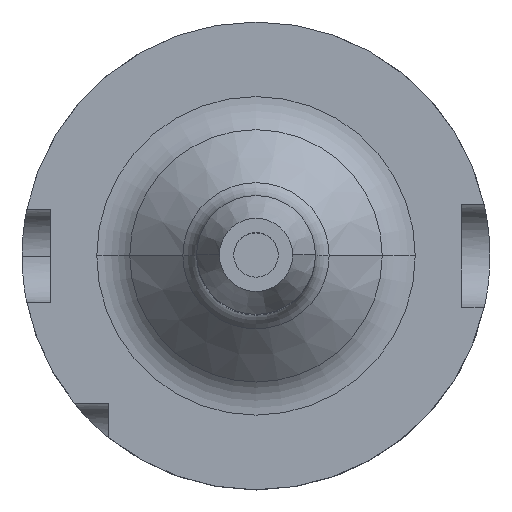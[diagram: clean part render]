
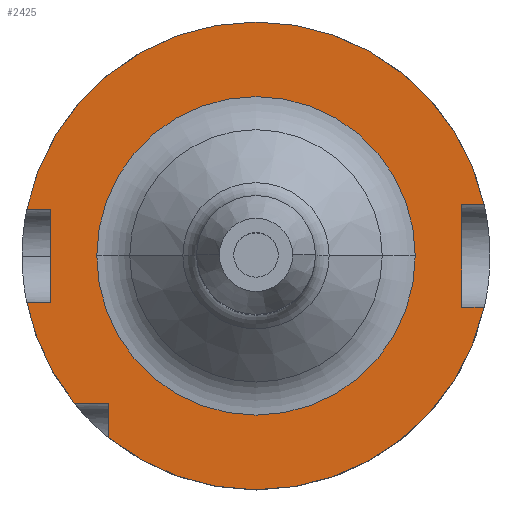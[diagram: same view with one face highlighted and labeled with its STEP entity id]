
A CAD part, top view. The second image highlights one B-rep face of the part: STEP entity #2425.
In plain terms, the highlighted planar face has unit normal (0, 0, 1).
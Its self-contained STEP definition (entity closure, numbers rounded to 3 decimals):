
#13 = ORIENTED_EDGE ( 'NONE', *, *, #2436, .F. ) ;
#25 = CARTESIAN_POINT ( 'NONE',  ( 0., 50., 29. ) ) ;
#34 = VERTEX_POINT ( 'NONE', #2055 ) ;
#95 = CARTESIAN_POINT ( 'NONE',  ( 44., -11., 29. ) ) ;
#96 = ORIENTED_EDGE ( 'NONE', *, *, #2339, .F. ) ;
#128 = VECTOR ( 'NONE', #1522, 1000. ) ;
#234 = VERTEX_POINT ( 'NONE', #2061 ) ;
#317 = CARTESIAN_POINT ( 'NONE',  ( 0., 11., 29. ) ) ;
#327 = CIRCLE ( 'NONE', #2682, 50. ) ;
#349 = ORIENTED_EDGE ( 'NONE', *, *, #2596, .F. ) ;
#357 = EDGE_CURVE ( 'NONE', #1500, #1738, #716, .T. ) ;
#374 = ORIENTED_EDGE ( 'NONE', *, *, #1364, .F. ) ;
#375 = DIRECTION ( 'NONE',  ( 0., 0., 1. ) ) ;
#397 = CARTESIAN_POINT ( 'NONE',  ( 0., 10., 29. ) ) ;
#398 = CIRCLE ( 'NONE', #2268, 50. ) ;
#406 = VERTEX_POINT ( 'NONE', #1185 ) ;
#407 = CARTESIAN_POINT ( 'NONE',  ( 34.048, 0., 29. ) ) ;
#420 = CARTESIAN_POINT ( 'NONE',  ( 0., -31.5, 29. ) ) ;
#477 = CARTESIAN_POINT ( 'NONE',  ( -44., -10., 29. ) ) ;
#478 = AXIS2_PLACEMENT_3D ( 'NONE', #1015, #2747, #1680 ) ;
#498 = VERTEX_POINT ( 'NONE', #2761 ) ;
#509 = VERTEX_POINT ( 'NONE', #2528 ) ;
#533 = CIRCLE ( 'NONE', #821, 34.048 ) ;
#536 = CARTESIAN_POINT ( 'NONE',  ( 0., 0., 29. ) ) ;
#550 = EDGE_CURVE ( 'NONE', #1810, #1738, #1427, .T. ) ;
#568 = LINE ( 'NONE', #420, #2867 ) ;
#618 = EDGE_LOOP ( 'NONE', ( #13, #2732 ) ) ;
#638 = VECTOR ( 'NONE', #706, 1000. ) ;
#706 = DIRECTION ( 'NONE',  ( 0., -1., 0. ) ) ;
#707 = ORIENTED_EDGE ( 'NONE', *, *, #1676, .F. ) ;
#716 = LINE ( 'NONE', #1958, #128 ) ;
#728 = VERTEX_POINT ( 'NONE', #407 ) ;
#805 = DIRECTION ( 'NONE',  ( 0., -1., 0. ) ) ;
#817 = LINE ( 'NONE', #1649, #1246 ) ;
#821 = AXIS2_PLACEMENT_3D ( 'NONE', #2164, #375, #2777 ) ;
#854 = VECTOR ( 'NONE', #2709, 1000. ) ;
#855 = DIRECTION ( 'NONE',  ( 0., 0., -1. ) ) ;
#908 = EDGE_CURVE ( 'NONE', #2674, #34, #398, .T. ) ;
#959 = LINE ( 'NONE', #397, #2073 ) ;
#999 = CARTESIAN_POINT ( 'NONE',  ( 48.775, -11., 29. ) ) ;
#1015 = CARTESIAN_POINT ( 'NONE',  ( 0., 0., 29. ) ) ;
#1029 = PLANE ( 'NONE',  #1830 ) ;
#1043 = CARTESIAN_POINT ( 'NONE',  ( 44., 11., 29. ) ) ;
#1052 = DIRECTION ( 'NONE',  ( 0., 1., 0. ) ) ;
#1059 = ORIENTED_EDGE ( 'NONE', *, *, #2335, .F. ) ;
#1139 = CIRCLE ( 'NONE', #478, 50. ) ;
#1167 = VERTEX_POINT ( 'NONE', #1576 ) ;
#1185 = CARTESIAN_POINT ( 'NONE',  ( -44., 10., 29. ) ) ;
#1209 = AXIS2_PLACEMENT_3D ( 'NONE', #2199, #1764, #1989 ) ;
#1211 = FACE_OUTER_BOUND ( 'NONE', #1790, .T. ) ;
#1223 = CARTESIAN_POINT ( 'NONE',  ( 0., -11., 29. ) ) ;
#1246 = VECTOR ( 'NONE', #1853, 1000. ) ;
#1254 = CARTESIAN_POINT ( 'NONE',  ( 0., 9.906, 29. ) ) ;
#1329 = DIRECTION ( 'NONE',  ( -1., 0., 0. ) ) ;
#1364 = EDGE_CURVE ( 'NONE', #1810, #1167, #327, .T. ) ;
#1404 = CARTESIAN_POINT ( 'NONE',  ( -44., -10., 29. ) ) ;
#1427 = LINE ( 'NONE', #1223, #2524 ) ;
#1457 = DIRECTION ( 'NONE',  ( 0., 1., 0. ) ) ;
#1474 = DIRECTION ( 'NONE',  ( 0., 0., 1. ) ) ;
#1500 = VERTEX_POINT ( 'NONE', #1043 ) ;
#1522 = DIRECTION ( 'NONE',  ( 0., -1., 0. ) ) ;
#1552 = CIRCLE ( 'NONE', #1209, 34.048 ) ;
#1576 = CARTESIAN_POINT ( 'NONE',  ( -31.5, -38.83, 29. ) ) ;
#1632 = ORIENTED_EDGE ( 'NONE', *, *, #550, .T. ) ;
#1649 = CARTESIAN_POINT ( 'NONE',  ( -31.5, 9.906, 29. ) ) ;
#1662 = VECTOR ( 'NONE', #1880, 1000. ) ;
#1676 = EDGE_CURVE ( 'NONE', #406, #509, #959, .T. ) ;
#1680 = DIRECTION ( 'NONE',  ( 0., 1., 0. ) ) ;
#1693 = LINE ( 'NONE', #2482, #854 ) ;
#1738 = VERTEX_POINT ( 'NONE', #95 ) ;
#1764 = DIRECTION ( 'NONE',  ( 0., 0., 1. ) ) ;
#1767 = EDGE_CURVE ( 'NONE', #1500, #34, #2242, .T. ) ;
#1790 = EDGE_LOOP ( 'NONE', ( #2847, #2470, #374, #1632, #2620, #2405, #1817, #96, #707, #2090, #349, #1059 ) ) ;
#1810 = VERTEX_POINT ( 'NONE', #999 ) ;
#1812 = VERTEX_POINT ( 'NONE', #2514 ) ;
#1817 = ORIENTED_EDGE ( 'NONE', *, *, #908, .F. ) ;
#1830 = AXIS2_PLACEMENT_3D ( 'NONE', #1254, #1474, #805 ) ;
#1853 = DIRECTION ( 'NONE',  ( 0., 1., 0. ) ) ;
#1880 = DIRECTION ( 'NONE',  ( 1., 0., 0. ) ) ;
#1914 = VERTEX_POINT ( 'NONE', #477 ) ;
#1933 = CIRCLE ( 'NONE', #2309, 50. ) ;
#1958 = CARTESIAN_POINT ( 'NONE',  ( 44., -11., 29. ) ) ;
#1989 = DIRECTION ( 'NONE',  ( -1., 0., 0. ) ) ;
#2007 = EDGE_CURVE ( 'NONE', #234, #498, #568, .T. ) ;
#2046 = EDGE_CURVE ( 'NONE', #728, #1812, #1552, .T. ) ;
#2055 = CARTESIAN_POINT ( 'NONE',  ( 48.775, 11., 29. ) ) ;
#2061 = CARTESIAN_POINT ( 'NONE',  ( -31.5, -31.5, 29. ) ) ;
#2069 = LINE ( 'NONE', #1404, #638 ) ;
#2073 = VECTOR ( 'NONE', #1329, 1000. ) ;
#2090 = ORIENTED_EDGE ( 'NONE', *, *, #2593, .T. ) ;
#2146 = CARTESIAN_POINT ( 'NONE',  ( 0., 0., 29. ) ) ;
#2160 = DIRECTION ( 'NONE',  ( 0., 0., -1. ) ) ;
#2164 = CARTESIAN_POINT ( 'NONE',  ( 0., 0., 29. ) ) ;
#2199 = CARTESIAN_POINT ( 'NONE',  ( 0., 0., 29. ) ) ;
#2242 = LINE ( 'NONE', #317, #1662 ) ;
#2268 = AXIS2_PLACEMENT_3D ( 'NONE', #2146, #2160, #1052 ) ;
#2309 = AXIS2_PLACEMENT_3D ( 'NONE', #536, #2763, #1457 ) ;
#2317 = DIRECTION ( 'NONE',  ( -1., 0., 0. ) ) ;
#2335 = EDGE_CURVE ( 'NONE', #498, #2605, #1933, .T. ) ;
#2339 = EDGE_CURVE ( 'NONE', #509, #2674, #1139, .T. ) ;
#2405 = ORIENTED_EDGE ( 'NONE', *, *, #1767, .T. ) ;
#2411 = DIRECTION ( 'NONE',  ( -1., 0., 0. ) ) ;
#2425 = ADVANCED_FACE ( 'NONE', ( #2799, #1211 ), #1029, .T. ) ;
#2436 = EDGE_CURVE ( 'NONE', #1812, #728, #533, .T. ) ;
#2470 = ORIENTED_EDGE ( 'NONE', *, *, #2689, .F. ) ;
#2482 = CARTESIAN_POINT ( 'NONE',  ( 0., -10., 29. ) ) ;
#2514 = CARTESIAN_POINT ( 'NONE',  ( -34.048, 0., 29. ) ) ;
#2524 = VECTOR ( 'NONE', #2317, 1000. ) ;
#2528 = CARTESIAN_POINT ( 'NONE',  ( -48.99, 10., 29. ) ) ;
#2593 = EDGE_CURVE ( 'NONE', #406, #1914, #2069, .T. ) ;
#2596 = EDGE_CURVE ( 'NONE', #2605, #1914, #1693, .T. ) ;
#2605 = VERTEX_POINT ( 'NONE', #2687 ) ;
#2617 = DIRECTION ( 'NONE',  ( 0., 1., 0. ) ) ;
#2620 = ORIENTED_EDGE ( 'NONE', *, *, #357, .F. ) ;
#2641 = CARTESIAN_POINT ( 'NONE',  ( 0., 0., 29. ) ) ;
#2674 = VERTEX_POINT ( 'NONE', #25 ) ;
#2682 = AXIS2_PLACEMENT_3D ( 'NONE', #2641, #855, #2617 ) ;
#2687 = CARTESIAN_POINT ( 'NONE',  ( -48.99, -10., 29. ) ) ;
#2689 = EDGE_CURVE ( 'NONE', #1167, #234, #817, .T. ) ;
#2709 = DIRECTION ( 'NONE',  ( 1., 0., 0. ) ) ;
#2732 = ORIENTED_EDGE ( 'NONE', *, *, #2046, .F. ) ;
#2747 = DIRECTION ( 'NONE',  ( 0., 0., -1. ) ) ;
#2761 = CARTESIAN_POINT ( 'NONE',  ( -38.83, -31.5, 29. ) ) ;
#2763 = DIRECTION ( 'NONE',  ( 0., 0., -1. ) ) ;
#2777 = DIRECTION ( 'NONE',  ( -1., 0., 0. ) ) ;
#2799 = FACE_BOUND ( 'NONE', #618, .T. ) ;
#2847 = ORIENTED_EDGE ( 'NONE', *, *, #2007, .F. ) ;
#2867 = VECTOR ( 'NONE', #2411, 1000. ) ;
